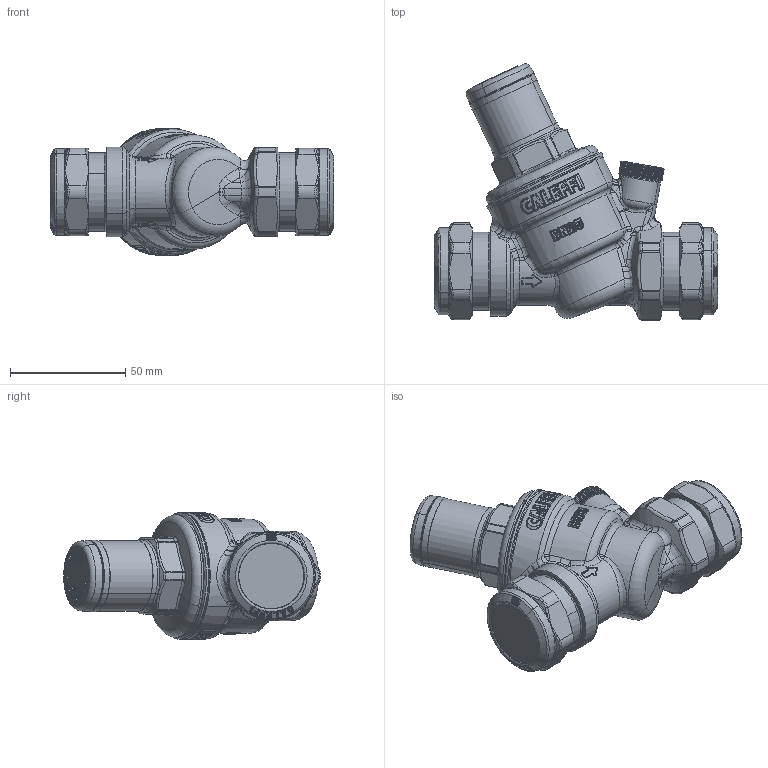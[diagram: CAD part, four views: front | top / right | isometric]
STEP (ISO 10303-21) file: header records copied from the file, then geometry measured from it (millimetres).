
FILE_DESCRIPTION(('CATIA V5 STEP Exchange','CAx-IF Rec.Pracs.--- Model Styling and Organization---1.5--- 2016-08-15','CAx-IF Rec.Pracs.---Supplemental Geometry---1.0---2011-11-01','CAx-IF Rec.Pracs.--- Composite Materials ---3.4---2017-06-13','CAx-IF Rec.Pracs.---Tessellated 3D Geometry---1.0---2015-12-17'),'2;1');
FILE_NAME('STEP_533760H_-_TST.stp','2025-10-30T09:01:44+00:00',('none'),('none'),'CATIA Version 5-6 Release 2020 SP5','CATIA V5 STEP AP242 v2','none');
FILE_SCHEMA(('AP242_MANAGED_MODEL_BASED_3D_ENGINEERING_MIM_LF {1 0 10303 442 1 1 4}'));
Products named in the file (1): 533760H - TST
Bounding box: 123.12 x 111.3 x 55.4 mm (x, y, z)
Volume: 241985.1 mm3; surface area: 30267 mm2
Topology: 1 solids, 1 shells, 3651 faces, 8886 edges, 4987 vertices
Faces by surface type: bspline 2104, plane 587, cylinder 346, sphere 269, extrusion 158, cone 112, torus 75
Entity records: 218284 total; most frequent: CARTESIAN_POINT 154369, ORIENTED_EDGE 17118, EDGE_CURVE 8559, B_SPLINE_CURVE_WITH_KNOTS 6462, VERTEX_POINT 4987, DIRECTION 4539, EDGE_LOOP 3728, ADVANCED_FACE 3651
